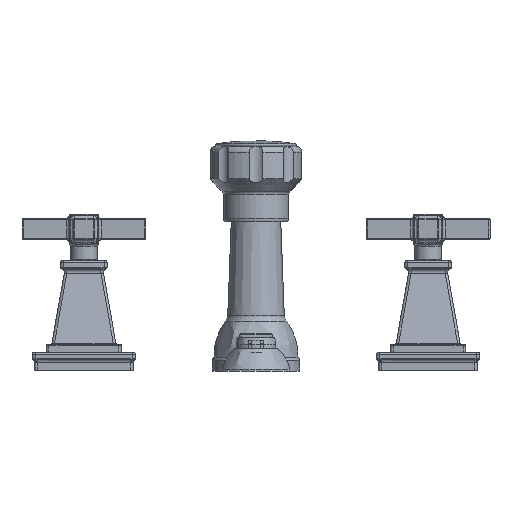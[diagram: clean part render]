
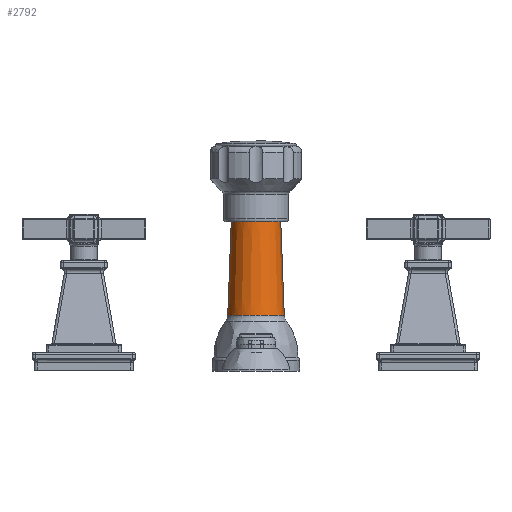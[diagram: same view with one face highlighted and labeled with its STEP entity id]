
A CAD part, top view. The second image highlights one B-rep face of the part: STEP entity #2792.
In plain terms, the highlighted conical face has half-angle 2.15 degrees and reference radius 15.652 mm.
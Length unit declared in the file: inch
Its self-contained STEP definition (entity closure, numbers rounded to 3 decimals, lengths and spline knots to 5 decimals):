
#1931=CARTESIAN_POINT('',(0.,3.468,-9.));
#1932=DIRECTION('',(0.,-1.,0.));
#1933=DIRECTION('',(1.,0.,0.));
#1934=AXIS2_PLACEMENT_3D('',#1931,#1932,#1933);
#1941=DIRECTION('',(0.038,-0.999,0.));
#1942=VECTOR('',#1941,2.16618);
#1943=CARTESIAN_POINT('',(0.57559,3.468,-9.));
#1944=LINE('',#1943,#1942);
#1945=DIRECTION('',(-0.038,-0.999,0.));
#1946=VECTOR('',#1945,2.16618);
#1947=CARTESIAN_POINT('',(-0.57559,3.468,-9.));
#1948=LINE('',#1947,#1946);
#1964=CARTESIAN_POINT('',(0.,1.30334,-9.));
#1965=DIRECTION('',(0.,1.,0.));
#1966=DIRECTION('',(-1.,0.,0.));
#1967=AXIS2_PLACEMENT_3D('',#1964,#1965,#1966);
#1969=CARTESIAN_POINT('',(0.,1.30334,-9.));
#1970=DIRECTION('',(0.,1.,0.));
#1971=DIRECTION('',(-1.,0.,0.008));
#1972=AXIS2_PLACEMENT_3D('',#1969,#1970,#1971);
#2112=CARTESIAN_POINT('',(0.57559,3.468,-9.));
#2113=CARTESIAN_POINT('',(-0.57559,3.468,-9.));
#2114=VERTEX_POINT('',#2112);
#2115=VERTEX_POINT('',#2113);
#2116=CARTESIAN_POINT('',(0.65687,1.30334,
-9.));
#2117=VERTEX_POINT('',#2116);
#2118=CARTESIAN_POINT('',(-0.65685,1.30334,
-8.99472));
#2119=VERTEX_POINT('',#2118);
#2120=CARTESIAN_POINT('',(-0.65687,1.30334,-9.));
#2121=VERTEX_POINT('',#2120);
#2776=CARTESIAN_POINT('',(0.,2.38567,-9.));
#2777=DIRECTION('',(0.,-1.,0.));
#2778=DIRECTION('',(-1.,0.,0.));
#2779=AXIS2_PLACEMENT_3D('',#2776,#2777,#2778);
#2780=CONICAL_SURFACE('',#2779,0.61623,2.15);
#2781=ORIENTED_EDGE('',*,*,#2769,.F.);
#2783=ORIENTED_EDGE('',*,*,#2782,.T.);
#2785=ORIENTED_EDGE('',*,*,#2784,.F.);
#2787=ORIENTED_EDGE('',*,*,#2786,.F.);
#2789=ORIENTED_EDGE('',*,*,#2788,.F.);
#2790=EDGE_LOOP('',(#2781,#2783,#2785,#2787,#2789));
#2791=FACE_OUTER_BOUND('',#2790,.F.);
#2792=ADVANCED_FACE('',(#2791),#2780,.T.);
#1935=CIRCLE('',#1934,0.57559);
#1968=CIRCLE('',#1967,0.65687);
#1973=CIRCLE('',#1972,0.65687);
#2769=EDGE_CURVE('',#2114,#2115,#1935,.T.);
#2782=EDGE_CURVE('',#2114,#2117,#1944,.T.);
#2784=EDGE_CURVE('',#2119,#2117,#1973,.T.);
#2786=EDGE_CURVE('',#2121,#2119,#1968,.T.);
#2788=EDGE_CURVE('',#2115,#2121,#1948,.T.);
